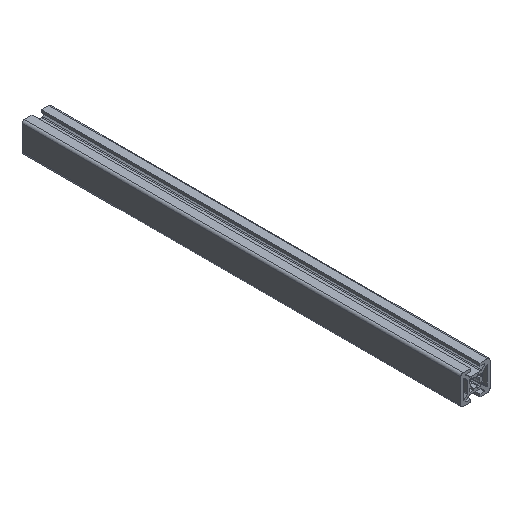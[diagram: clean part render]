
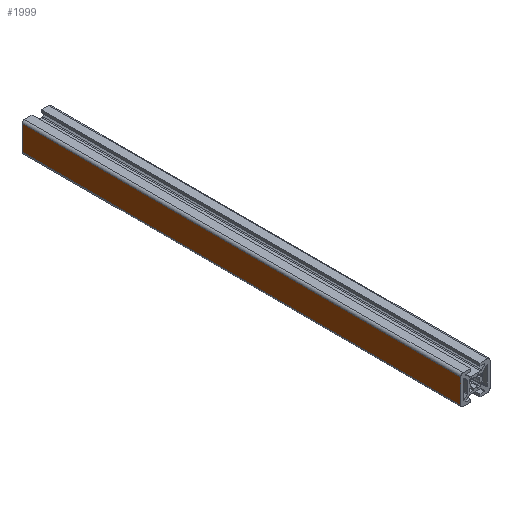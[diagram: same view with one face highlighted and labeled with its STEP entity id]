
A CAD part, isometric view. The second image highlights one B-rep face of the part: STEP entity #1999.
In plain terms, the highlighted face is planar.
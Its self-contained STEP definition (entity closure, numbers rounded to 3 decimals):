
#245 = DIRECTION ( 'NONE',  ( 0., 0., -1. ) ) ;
#247 = FACE_OUTER_BOUND ( 'NONE', #1382, .T. ) ;
#252 = PLANE ( 'NONE',  #850 ) ;
#257 = CARTESIAN_POINT ( 'NONE',  ( 10., -8.4, -300. ) ) ;
#286 = DIRECTION ( 'NONE',  ( 1., 0., 0. ) ) ;
#372 = DIRECTION ( 'NONE',  ( 0., 1., 0. ) ) ;
#392 = LINE ( 'NONE', #403, #888 ) ;
#403 = CARTESIAN_POINT ( 'NONE',  ( 10., -8.4, 0. ) ) ;
#462 = CARTESIAN_POINT ( 'NONE',  ( 10., 8.4, -300. ) ) ;
#481 = LINE ( 'NONE', #462, #904 ) ;
#491 = DIRECTION ( 'NONE',  ( 0., 0., 1. ) ) ;
#535 = LINE ( 'NONE', #536, #951 ) ;
#536 = CARTESIAN_POINT ( 'NONE',  ( 10., -8.4, -300. ) ) ;
#549 = DIRECTION ( 'NONE',  ( 0., 0., 1. ) ) ;
#671 = CARTESIAN_POINT ( 'NONE',  ( 10., -8.4, -300. ) ) ;
#675 = DIRECTION ( 'NONE',  ( 0., 1., 0. ) ) ;
#687 = LINE ( 'NONE', #671, #1013 ) ;
#850 = AXIS2_PLACEMENT_3D ( 'NONE', #257, #286, #245 ) ;
#888 = VECTOR ( 'NONE', #372, 1000. ) ;
#904 = VECTOR ( 'NONE', #491, 1000. ) ;
#951 = VECTOR ( 'NONE', #549, 1000. ) ;
#1013 = VECTOR ( 'NONE', #675, 1000. ) ;
#1282 = ORIENTED_EDGE ( 'NONE', *, *, #2058, .T. ) ;
#1294 = ORIENTED_EDGE ( 'NONE', *, *, #2116, .T. ) ;
#1304 = ORIENTED_EDGE ( 'NONE', *, *, #2074, .F. ) ;
#1343 = ORIENTED_EDGE ( 'NONE', *, *, #2033, .F. ) ;
#1382 = EDGE_LOOP ( 'NONE', ( #1343, #1304, #1294, #1282 ) ) ;
#1517 = VERTEX_POINT ( 'NONE', #1670 ) ;
#1519 = VERTEX_POINT ( 'NONE', #1671 ) ;
#1522 = VERTEX_POINT ( 'NONE', #1663 ) ;
#1529 = VERTEX_POINT ( 'NONE', #1683 ) ;
#1663 = CARTESIAN_POINT ( 'NONE',  ( 10., -8.4, -300. ) ) ;
#1670 = CARTESIAN_POINT ( 'NONE',  ( 10., -8.4, 0. ) ) ;
#1671 = CARTESIAN_POINT ( 'NONE',  ( 10., 8.4, 0. ) ) ;
#1683 = CARTESIAN_POINT ( 'NONE',  ( 10., 8.4, -300. ) ) ;
#1999 = ADVANCED_FACE ( 'PLANAR_10', ( #247 ), #252, .T. ) ;
#2033 = EDGE_CURVE ( 'NONE', #1517, #1519, #392, .T. ) ;
#2058 = EDGE_CURVE ( 'NONE', #1529, #1519, #481, .T. ) ;
#2074 = EDGE_CURVE ( 'NONE', #1522, #1517, #535, .T. ) ;
#2116 = EDGE_CURVE ( 'NONE', #1522, #1529, #687, .T. ) ;
